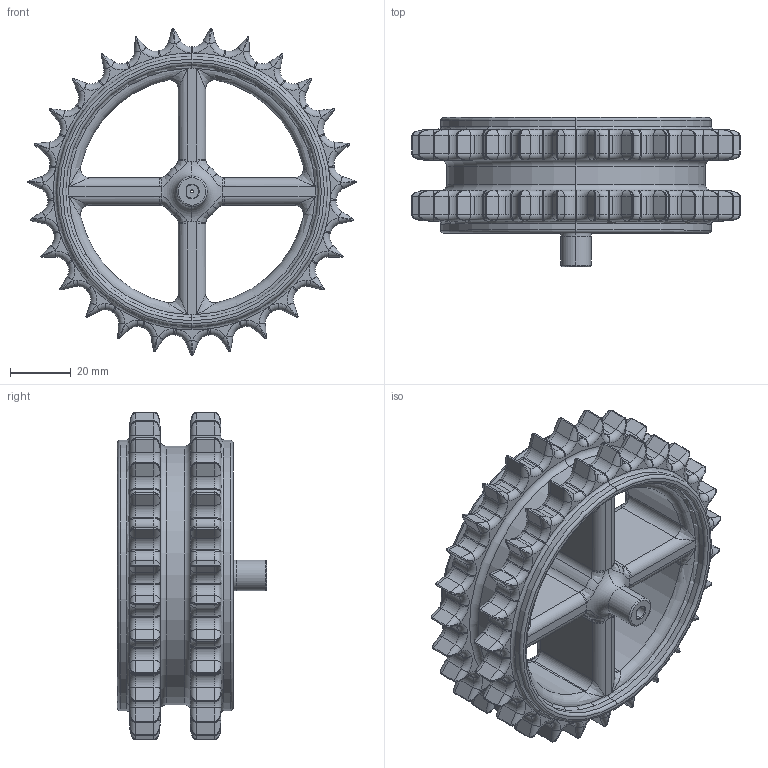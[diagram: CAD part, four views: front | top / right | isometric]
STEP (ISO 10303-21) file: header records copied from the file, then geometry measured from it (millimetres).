
FILE_DESCRIPTION (( 'STEP AP214' ), '1' );
FILE_NAME ('Tank Wheel V2 (corrected D-shaft).STEP', '2024-01-04T01:12:42', ( '' ), ( '' ), 'SwSTEP 2.0', 'SolidWorks 2023', '' );
FILE_SCHEMA (( 'AUTOMOTIVE_DESIGN' ));
Length unit declared in the file: millimetre
Products named in the file (1): Tank Wheel V2 (corrected D-shaft)
Bounding box: 107.88 x 49 x 107.7 mm (x, y, z)
Volume: 123047.6 mm3; surface area: 39814.6 mm2
Topology: 1 solids, 1 shells, 1275 faces, 2954 edges, 1554 vertices
Faces by surface type: cylinder 534, torus 427, plane 182, bspline 132
Entity records: 41388 total; most frequent: CARTESIAN_POINT 13482, DIRECTION 6531, ORIENTED_EDGE 5660, EDGE_CURVE 2830, AXIS2_PLACEMENT_3D 2823, CIRCLE 1679, VERTEX_POINT 1554, EDGE_LOOP 1282
